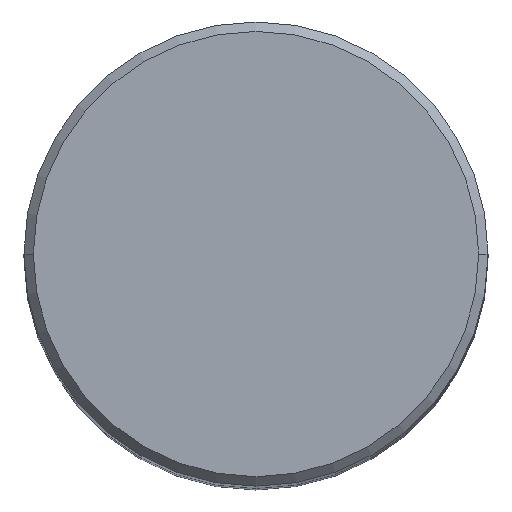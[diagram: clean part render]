
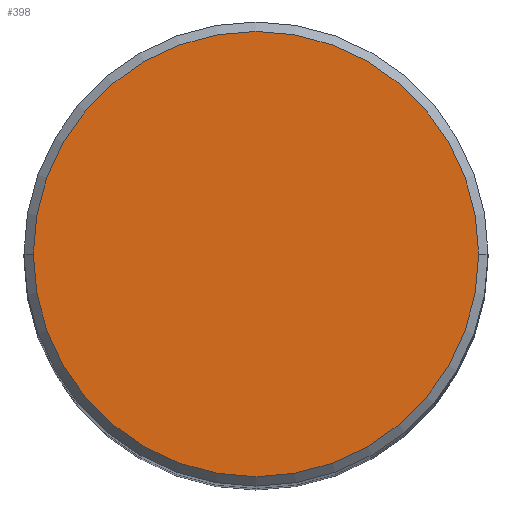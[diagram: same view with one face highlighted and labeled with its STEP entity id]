
A CAD part, top view. The second image highlights one B-rep face of the part: STEP entity #398.
In plain terms, the highlighted planar face has unit normal (0, 0, 1).
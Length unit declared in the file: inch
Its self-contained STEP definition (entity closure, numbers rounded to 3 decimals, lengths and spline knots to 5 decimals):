
#6 = DIRECTION ( 'NONE',  ( 0., 0., 1. ) ) ;
#14 = CARTESIAN_POINT ( 'NONE',  ( 0., 0., 0. ) ) ;
#30 = EDGE_CURVE ( 'NONE', #351, #410, #251, .T. ) ;
#31 = DIRECTION ( 'NONE',  ( 1., 0., 0. ) ) ;
#59 = DIRECTION ( 'NONE',  ( 1., 0., 0. ) ) ;
#83 = PLANE ( 'NONE',  #362 ) ;
#101 = CARTESIAN_POINT ( 'NONE',  ( -0.47215, 0., 0. ) ) ;
#191 = CARTESIAN_POINT ( 'NONE',  ( 0., 0., 0. ) ) ;
#217 = CIRCLE ( 'NONE', #377, 0.47215 ) ;
#226 = AXIS2_PLACEMENT_3D ( 'NONE', #191, #6, #31 ) ;
#239 = DIRECTION ( 'NONE',  ( 0., 0., 1. ) ) ;
#245 = CARTESIAN_POINT ( 'NONE',  ( 0., 0.47215, 0. ) ) ;
#251 = CIRCLE ( 'NONE', #226, 0.47215 ) ;
#266 = DIRECTION ( 'NONE',  ( -1., 0., 0. ) ) ;
#268 = ORIENTED_EDGE ( 'NONE', *, *, #30, .T. ) ;
#273 = CARTESIAN_POINT ( 'NONE',  ( 0.47215, 0., 0. ) ) ;
#278 = ORIENTED_EDGE ( 'NONE', *, *, #358, .T. ) ;
#297 = EDGE_LOOP ( 'NONE', ( #268, #278 ) ) ;
#351 = VERTEX_POINT ( 'NONE', #101 ) ;
#358 = EDGE_CURVE ( 'NONE', #410, #351, #217, .T. ) ;
#362 = AXIS2_PLACEMENT_3D ( 'NONE', #245, #414, #266 ) ;
#376 = FACE_OUTER_BOUND ( 'NONE', #297, .T. ) ;
#377 = AXIS2_PLACEMENT_3D ( 'NONE', #14, #239, #59 ) ;
#398 = ADVANCED_FACE ( 'NONE', ( #376 ), #83, .F. ) ;
#410 = VERTEX_POINT ( 'NONE', #273 ) ;
#414 = DIRECTION ( 'NONE',  ( 0., 0., -1. ) ) ;
